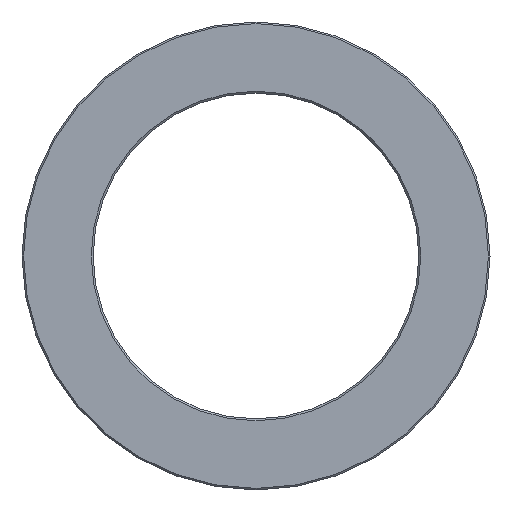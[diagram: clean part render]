
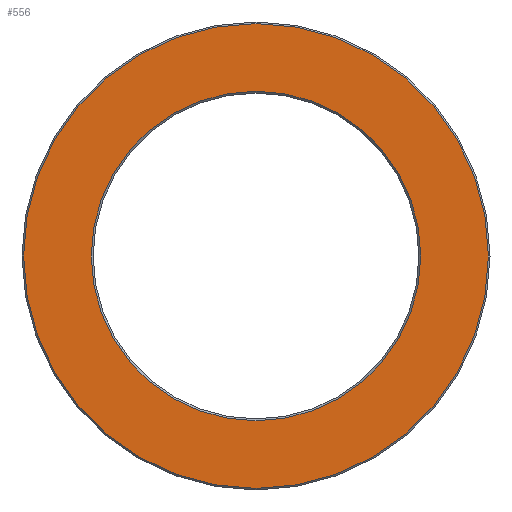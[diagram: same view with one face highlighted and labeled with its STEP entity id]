
A CAD part, left-side view. The second image highlights one B-rep face of the part: STEP entity #556.
In plain terms, the highlighted face is planar.
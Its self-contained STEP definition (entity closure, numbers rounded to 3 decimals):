
#5 = DIRECTION ( 'NONE',  ( 1., 0., 0. ) ) ;
#6 = AXIS2_PLACEMENT_3D ( 'NONE', #523, #172, #584 ) ;
#23 = EDGE_CURVE ( 'NONE', #115, #29, #249, .T. ) ;
#29 = VERTEX_POINT ( 'NONE', #593 ) ;
#76 = AXIS2_PLACEMENT_3D ( 'NONE', #300, #357, #597 ) ;
#86 = EDGE_LOOP ( 'NONE', ( #676, #186 ) ) ;
#104 = EDGE_CURVE ( 'NONE', #215, #304, #360, .T. ) ;
#115 = VERTEX_POINT ( 'NONE', #466 ) ;
#172 = DIRECTION ( 'NONE',  ( 0., -1., 0. ) ) ;
#186 = ORIENTED_EDGE ( 'NONE', *, *, #591, .T. ) ;
#188 = DIRECTION ( 'NONE',  ( 1., 0., 0. ) ) ;
#201 = CARTESIAN_POINT ( 'NONE',  ( 37.25, 0., 0. ) ) ;
#202 = ORIENTED_EDGE ( 'NONE', *, *, #104, .T. ) ;
#211 = FACE_OUTER_BOUND ( 'NONE', #412, .T. ) ;
#215 = VERTEX_POINT ( 'NONE', #201 ) ;
#227 = FACE_BOUND ( 'NONE', #86, .T. ) ;
#237 = CARTESIAN_POINT ( 'NONE',  ( 0., 0., 0. ) ) ;
#249 = CIRCLE ( 'NONE', #76, 26.4 ) ;
#276 = CIRCLE ( 'NONE', #6, 37.25 ) ;
#290 = DIRECTION ( 'NONE',  ( 0., -1., 0. ) ) ;
#300 = CARTESIAN_POINT ( 'NONE',  ( 0., 0., 0. ) ) ;
#304 = VERTEX_POINT ( 'NONE', #538 ) ;
#357 = DIRECTION ( 'NONE',  ( 0., 1., 0. ) ) ;
#359 = CIRCLE ( 'NONE', #436, 26.4 ) ;
#360 = CIRCLE ( 'NONE', #372, 37.25 ) ;
#372 = AXIS2_PLACEMENT_3D ( 'NONE', #708, #290, #643 ) ;
#394 = AXIS2_PLACEMENT_3D ( 'NONE', #594, #537, #188 ) ;
#412 = EDGE_LOOP ( 'NONE', ( #605, #202 ) ) ;
#415 = DIRECTION ( 'NONE',  ( 0., 1., 0. ) ) ;
#436 = AXIS2_PLACEMENT_3D ( 'NONE', #237, #415, #5 ) ;
#466 = CARTESIAN_POINT ( 'NONE',  ( 26.4, 0., 0. ) ) ;
#473 = EDGE_CURVE ( 'NONE', #304, #215, #276, .T. ) ;
#521 = PLANE ( 'NONE',  #394 ) ;
#523 = CARTESIAN_POINT ( 'NONE',  ( 0., 0., 0. ) ) ;
#537 = DIRECTION ( 'NONE',  ( 0., -1., 0. ) ) ;
#538 = CARTESIAN_POINT ( 'NONE',  ( -37.25, 0., 0. ) ) ;
#556 = ADVANCED_FACE ( 'NONE', ( #227, #211 ), #521, .T. ) ;
#584 = DIRECTION ( 'NONE',  ( 1., 0., 0. ) ) ;
#591 = EDGE_CURVE ( 'NONE', #29, #115, #359, .T. ) ;
#593 = CARTESIAN_POINT ( 'NONE',  ( -26.4, 0., 0. ) ) ;
#594 = CARTESIAN_POINT ( 'NONE',  ( -26.1, 0., 0. ) ) ;
#597 = DIRECTION ( 'NONE',  ( 1., 0., 0. ) ) ;
#605 = ORIENTED_EDGE ( 'NONE', *, *, #473, .T. ) ;
#643 = DIRECTION ( 'NONE',  ( 1., 0., 0. ) ) ;
#676 = ORIENTED_EDGE ( 'NONE', *, *, #23, .T. ) ;
#708 = CARTESIAN_POINT ( 'NONE',  ( 0., 0., 0. ) ) ;
